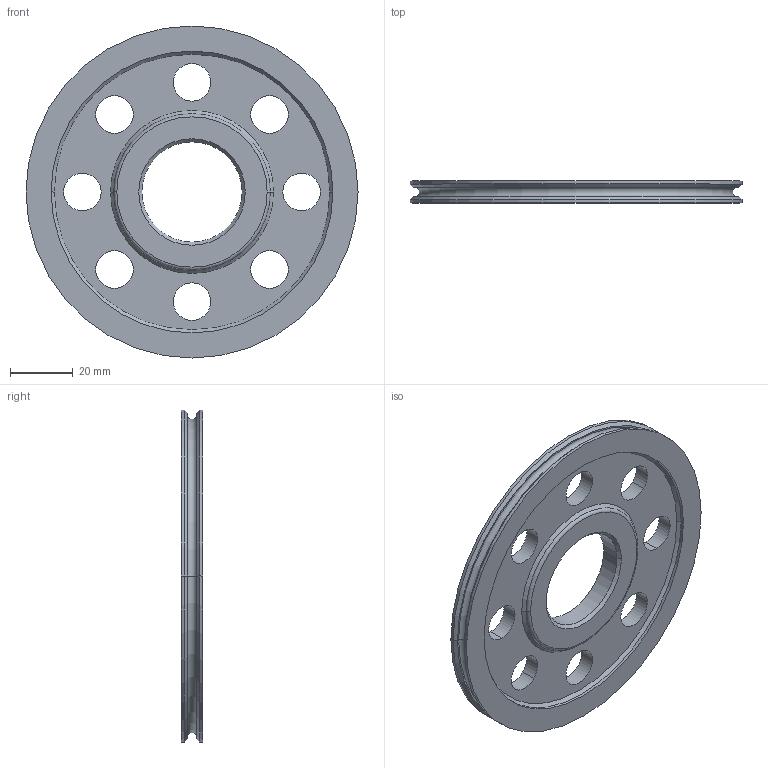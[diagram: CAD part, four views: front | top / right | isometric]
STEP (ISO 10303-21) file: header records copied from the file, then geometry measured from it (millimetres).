
FILE_DESCRIPTION((''),'2;1');
FILE_NAME('OBMP-BTP-1653','2023-10-11T21:00:32',('ccha425'),('Department of Mechanical Engineering, The University of Auckland'),'CREO PARAMETRIC BY PTC INC, 2017260','CREO PARAMETRIC BY PTC INC, 2017260','');
FILE_SCHEMA(('CONFIG_CONTROL_DESIGN'));
Length unit declared in the file: millimetre
Products named in the file (1): OBMP-BTP-1653
Bounding box: 106 x 7 x 106 mm (x, y, z)
Volume: 40020.5 mm3; surface area: 20360.4 mm2
Topology: 1 solids, 1 shells, 44 faces, 104 edges, 66 vertices
Faces by surface type: cylinder 24, cone 10, plane 6, torus 4
Entity records: 1372 total; most frequent: DIRECTION 262, CARTESIAN_POINT 214, ORIENTED_EDGE 208, AXIS2_PLACEMENT_3D 114, EDGE_CURVE 104, CIRCLE 70, VERTEX_POINT 66, EDGE_LOOP 66
